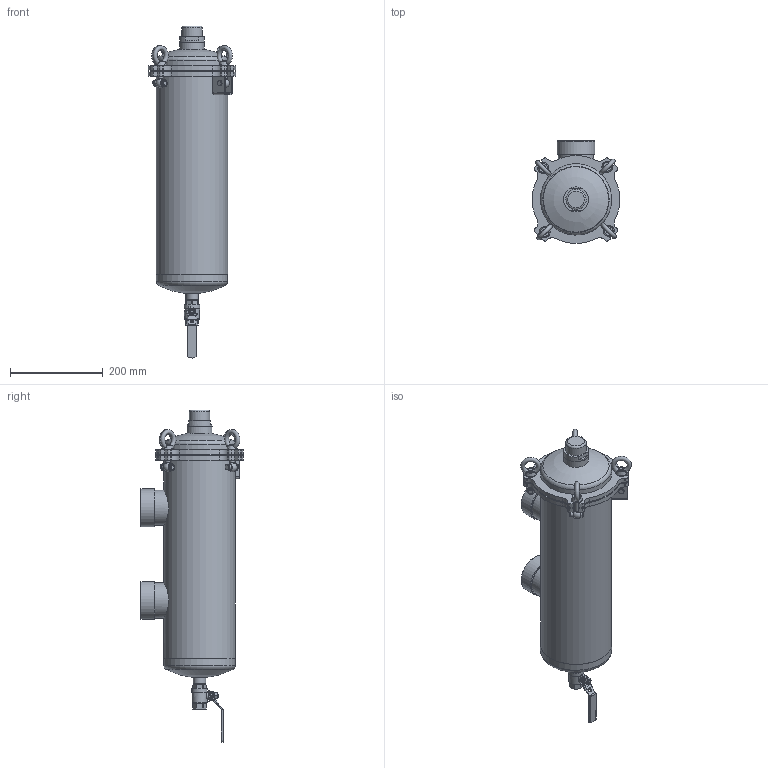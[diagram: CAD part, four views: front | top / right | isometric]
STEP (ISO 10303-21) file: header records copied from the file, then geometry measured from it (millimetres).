
FILE_DESCRIPTION(/* description */ ('Unknown'),/* implementation_level */ '2;1');
FILE_NAME(/* name */ 'RD3DN065 STP',/* time_stamp */ '2021-04-09T09:42:17+02:00',/* author */ ('Unknown'),/* organization */ ('Unknown'),/* preprocessor_version */ 'ST-DEVELOPER v16.7',/* originating_system */ 'Solid Edge',/* authorisation */ 'Unknown');
FILE_SCHEMA (('AUTOMOTIVE_DESIGN {1 0 10303 214 3 1 1}'));
Length unit declared in the file: millimetre
Products named in the file (22): RD3DN065 STP; 12-001-1; 12-004-1; 1-001-1; MUFNA G 2 1_2 HALF; O KROUZEK NBR 70 ShA 158,12x6,99; 1-002-1; 1-027-1; 1-021-1; KROUZEK POJISTNY  A9 DIN471; ŠROUB S OKEM M10 DIN 444B A2; MATICE M10 S OKEM DIN 582 A2 ; 1-011-1; 1-012-1; MUFNA G 1_2 HALF; BALL VALVE MF G1_2 MF; BALL VALVE MF G1_2 MF PART1; BALL VALVE MF G1_2 MF PART2; 1-016-1; O KROUZEK 38X4 NBR 70 Sha; 1-018-1; 1-020-1
Assembly tree (35 placements, depth 3):
  RD3DN065 STP
    12-001-1
    12-004-1  x2
    1-001-1
    MUFNA G 2 1_2 HALF  x2
    O KROUZEK NBR 70 ShA 158,12x6,99
    1-002-1
    1-027-1
    1-021-1  x4
    KROUZEK POJISTNY  A9 DIN471  x4
    ŠROUB S OKEM M10 DIN 444B A2  x4
    MATICE M10 S OKEM DIN 582 A2   x4
    1-011-1
    1-012-1
    MUFNA G 1_2 HALF
    BALL VALVE MF G1_2 MF
      BALL VALVE MF G1_2 MF PART1
      BALL VALVE MF G1_2 MF PART2
    1-016-1
    O KROUZEK 38X4 NBR 70 Sha
    1-018-1
    1-020-1
Bounding box: 190 x 222.5 x 717.6 mm (x, y, z)
Volume: 1048227.1 mm3; surface area: 752940.4 mm2
Topology: 34 solids, 34 shells, 632 faces, 1544 edges, 1006 vertices
Faces by surface type: plane 263, cylinder 251, cone 72, torus 29, sphere 9, bspline 8
Full cylindrical faces by diameter (mm): 1.47 x8, 7 x1, 7.5 x1, 8 x1, 8.376 x4, 9 x4, 10 x16, 10.5 x4, 11 x3, 12 x5, 15 x3, 18.631 x2, 20.955 x1, 26 x1, 26.5 x1, 27 x1, 30 x1, 30.291 x1, 31 x1, 32.5 x1, 33.2 x1, 33.249 x1, 34 x1, 35 x1, 36.376 x1, 38 x3, 39.2 x1, 44 x1, 46 x1, 47 x1
Entity records: 16854 total; most frequent: CARTESIAN_POINT 4512, DIRECTION 2319, ORIENTED_EDGE 2004, EDGE_CURVE 1002, AXIS2_PLACEMENT_3D 931, VERTEX_POINT 716, EDGE_LOOP 662, FACE_BOUND 662
